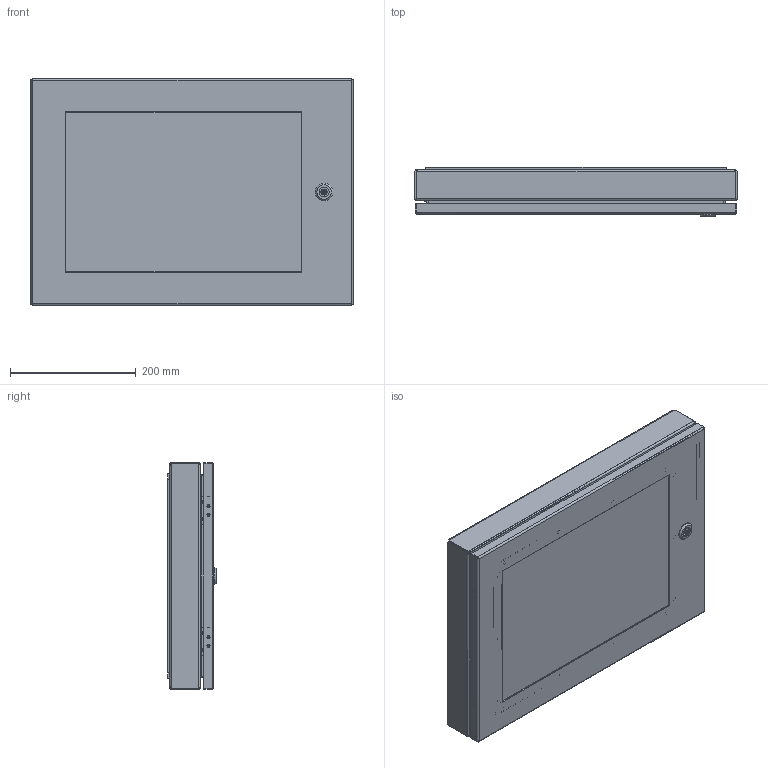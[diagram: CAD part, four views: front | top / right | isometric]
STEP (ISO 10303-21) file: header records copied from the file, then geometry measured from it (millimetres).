
FILE_DESCRIPTION (( 'STEP AP203' ), '1' );
FILE_NAME ('1481WDH1624.step', '2020-11-12T21:39:15', ( 'ADC123' ), ( 'Microsoft' ), 'SwSTEP 2.0', 'SolidWorks 2019', '' );
FILE_SCHEMA (( 'CONFIG_CONTROL_DESIGN' ));
Length unit declared in the file: inch
Products named in the file (1): 1481WDH1624
Bounding box: 511.56 x 77.75 x 360.43 mm (x, y, z)
Volume: 1504388.6 mm3; surface area: 1111528.2 mm2
Topology: 60 solids, 61 shells, 1087 faces, 2284 edges, 1347 vertices
Faces by surface type: plane 657, cylinder 248, cone 96, bspline 74, torus 12
Full cylindrical faces by diameter (mm): 3.307 x14, 4.166 x14, 4.369 x2, 5.74 x16, 5.893 x2, 6.096 x2, 6.35 x15, 7.137 x10, 7.417 x2, 7.937 x1, 9.347 x14, 10.109 x6, 11.557 x4, 13.335 x1, 15.875 x1, 19.939 x2, 27.94 x1
Entity records: 32555 total; most frequent: CARTESIAN_POINT 10414, DIRECTION 4410, ORIENTED_EDGE 4272, EDGE_CURVE 2136, AXIS2_PLACEMENT_3D 1586, EDGE_LOOP 1348, VERTEX_POINT 1340, LINE 1238
